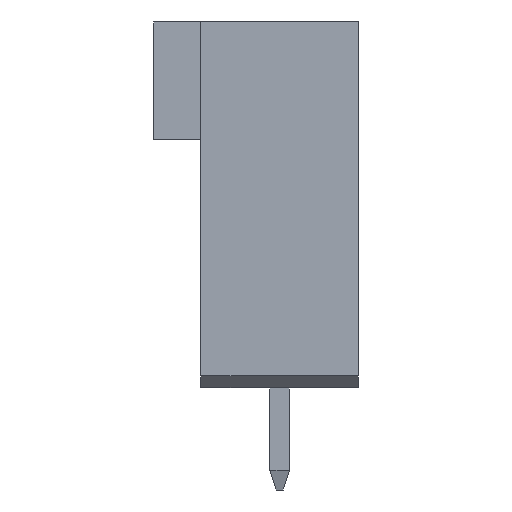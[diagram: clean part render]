
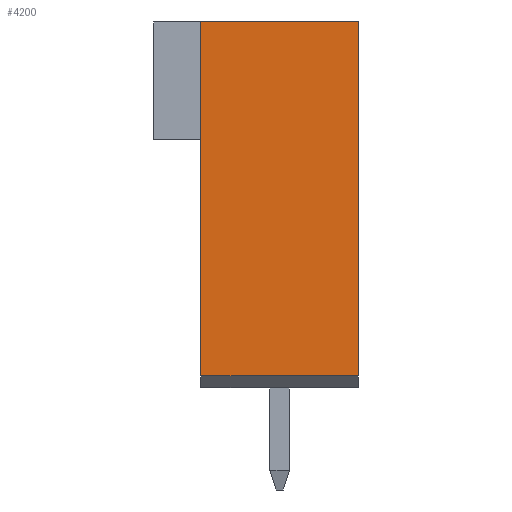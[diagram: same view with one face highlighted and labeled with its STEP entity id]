
A CAD part, left-side view. The second image highlights one B-rep face of the part: STEP entity #4200.
In plain terms, the highlighted planar face has unit normal (-1, 0, 0).
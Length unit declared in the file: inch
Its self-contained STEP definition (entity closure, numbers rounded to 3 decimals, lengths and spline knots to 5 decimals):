
#1=DIRECTION('',(0.,-1.,0.));
#2=VECTOR('',#1,0.2);
#3=CARTESIAN_POINT('',(-0.85,0.1,0.15));
#4=LINE('',#3,#2);
#5=DIRECTION('',(0.,0.,-1.));
#6=VECTOR('',#5,0.45);
#7=CARTESIAN_POINT('',(-0.85,-0.1,0.15));
#8=LINE('',#7,#6);
#9=DIRECTION('',(0.,1.,0.));
#10=VECTOR('',#9,0.2);
#11=CARTESIAN_POINT('',(-0.85,-0.1,-0.3));
#12=LINE('',#11,#10);
#45=DIRECTION('',(0.,0.,-1.));
#46=VECTOR('',#45,0.45);
#47=CARTESIAN_POINT('',(-0.85,0.1,0.15));
#48=LINE('',#47,#46);
#3209=CARTESIAN_POINT('',(-0.85,-0.1,0.15));
#3210=CARTESIAN_POINT('',(-0.85,-0.1,-0.3));
#3211=VERTEX_POINT('',#3209);
#3212=VERTEX_POINT('',#3210);
#3213=CARTESIAN_POINT('',(-0.85,0.1,-0.3));
#3214=VERTEX_POINT('',#3213);
#3379=CARTESIAN_POINT('',(-0.85,0.1,0.15));
#3380=VERTEX_POINT('',#3379);
#4185=CARTESIAN_POINT('',(-0.85,0.,0.));
#4186=DIRECTION('',(1.,0.,0.));
#4187=DIRECTION('',(0.,0.,-1.));
#4188=AXIS2_PLACEMENT_3D('',#4185,#4186,#4187);
#4189=PLANE('',#4188);
#4191=ORIENTED_EDGE('',*,*,#4190,.F.);
#4193=ORIENTED_EDGE('',*,*,#4192,.T.);
#4195=ORIENTED_EDGE('',*,*,#4194,.T.);
#4197=ORIENTED_EDGE('',*,*,#4196,.T.);
#4198=EDGE_LOOP('',(#4191,#4193,#4195,#4197));
#4199=FACE_OUTER_BOUND('',#4198,.F.);
#4200=ADVANCED_FACE('',(#4199),#4189,.F.);
#4190=EDGE_CURVE('',#3380,#3214,#48,.T.);
#4192=EDGE_CURVE('',#3380,#3211,#4,.T.);
#4194=EDGE_CURVE('',#3211,#3212,#8,.T.);
#4196=EDGE_CURVE('',#3212,#3214,#12,.T.);
